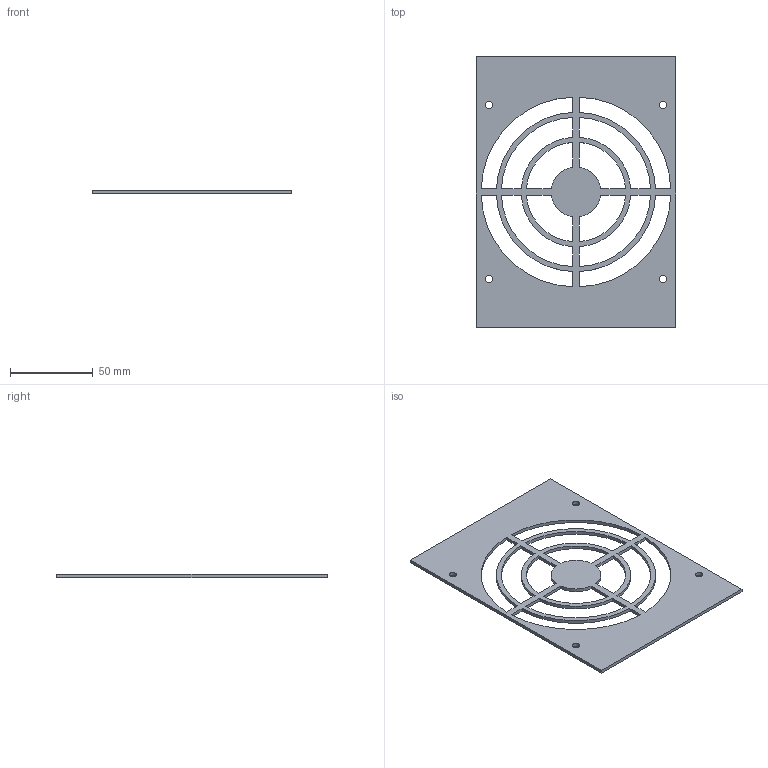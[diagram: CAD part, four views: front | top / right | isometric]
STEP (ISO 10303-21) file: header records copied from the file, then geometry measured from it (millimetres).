
FILE_DESCRIPTION(/* description */ (''),/* implementation_level */ '2;1');
FILE_NAME(/* name */ 'Fan-Mounting-Plate-120mm v5.step',/* time_stamp */ '2024-09-03T01:36:02+02:00',/* author */ (''),/* organization */ (''),/* preprocessor_version */ 'ST-DEVELOPER v20',/* originating_system */ 'Autodesk Translation Framework v13.14.0.145',/* authorisation */ '');
FILE_SCHEMA (('AUTOMOTIVE_DESIGN { 1 0 10303 214 3 1 1 }'));
Length unit declared in the file: millimetre
Products named in the file (3): Fan-Mounting-Plate-120mm; 8774N34_DC Equipment-Cooling Fan with Sleeve Bearing; Fan-Mounting-Plate
Assembly tree (2 placements, depth 3):
  Fan-Mounting-Plate-120mm
    8774N34_DC Equipment-Cooling Fan with Sleeve Bearing
      Fan-Mounting-Plate
Bounding box: 120 x 163 x 2 mm (x, y, z)
Volume: 23938.6 mm3; surface area: 28440.2 mm2
Topology: 1 solids, 1 shells, 58 faces, 168 edges, 112 vertices
Faces by surface type: plane 30, cylinder 28
Full cylindrical faces by diameter (mm): 4.5 x4
Entity records: 2079 total; most frequent: DIRECTION 350, CARTESIAN_POINT 343, ORIENTED_EDGE 336, EDGE_CURVE 168, AXIS2_PLACEMENT_3D 119, LINE 112, VECTOR 112, VERTEX_POINT 112
